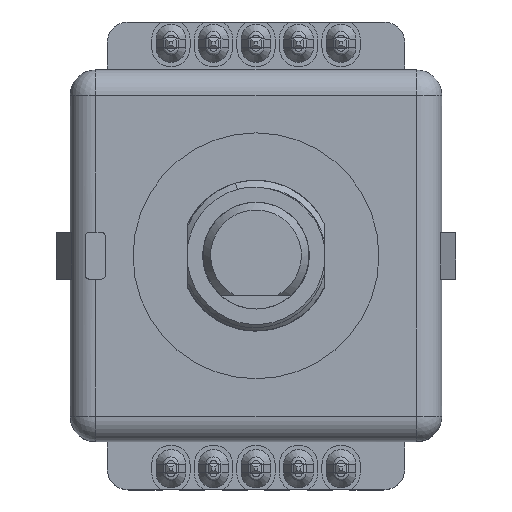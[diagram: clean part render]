
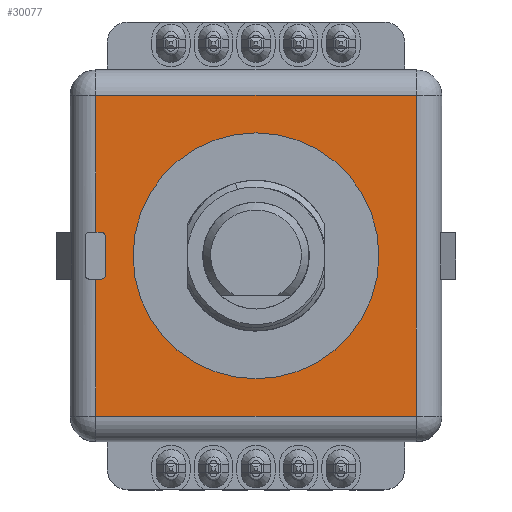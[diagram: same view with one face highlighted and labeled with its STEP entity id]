
A CAD part, top view. The second image highlights one B-rep face of the part: STEP entity #30077.
In plain terms, the highlighted planar face has unit normal (0, 0, 1).
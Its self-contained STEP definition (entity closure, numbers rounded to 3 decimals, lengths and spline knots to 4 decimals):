
#988=FACE_BOUND('',#4653,.T.);
#1461=PLANE('',#32450);
#2907=FACE_OUTER_BOUND('',#4652,.T.);
#4652=EDGE_LOOP('',(#24617,#24618,#24619,#24620,#24621,#24622,#24623,#24624,
#24625,#24626));
#4653=EDGE_LOOP('',(#24627));
#7436=LINE('',#48440,#10587);
#7437=LINE('',#48446,#10588);
#7442=LINE('',#48479,#10593);
#7449=LINE('',#48502,#10600);
#7452=LINE('',#48510,#10603);
#7454=LINE('',#48516,#10605);
#7455=LINE('',#48518,#10606);
#7456=LINE('',#48519,#10607);
#10587=VECTOR('',#38308,0.322);
#10588=VECTOR('',#38315,0.322);
#10593=VECTOR('',#38324,0.013);
#10600=VECTOR('',#38349,0.013);
#10603=VECTOR('',#38358,0.09);
#10605=VECTOR('',#38366,0.754);
#10606=VECTOR('',#38367,0.754);
#10607=VECTOR('',#38368,0.754);
#12523=CIRCLE('',#32446,0.01);
#12524=CIRCLE('',#32449,0.01);
#12525=CIRCLE('',#32451,0.289);
#14820=VERTEX_POINT('',#48436);
#14822=VERTEX_POINT('',#48439);
#14823=VERTEX_POINT('',#48443);
#14824=VERTEX_POINT('',#48445);
#14830=VERTEX_POINT('',#48477);
#14837=VERTEX_POINT('',#48501);
#14838=VERTEX_POINT('',#48505);
#14839=VERTEX_POINT('',#48509);
#14840=VERTEX_POINT('',#48515);
#14841=VERTEX_POINT('',#48517);
#14842=VERTEX_POINT('',#48520);
#18356=EDGE_CURVE('',#14822,#14820,#7436,.T.);
#18360=EDGE_CURVE('',#14824,#14823,#7437,.T.);
#18368=EDGE_CURVE('',#14820,#14830,#7442,.T.);
#18379=EDGE_CURVE('',#14824,#14837,#7449,.T.);
#18381=EDGE_CURVE('',#14838,#14837,#12523,.T.);
#18383=EDGE_CURVE('',#14838,#14839,#7452,.T.);
#18385=EDGE_CURVE('',#14830,#14839,#12524,.T.);
#18386=EDGE_CURVE('',#14823,#14840,#7454,.T.);
#18387=EDGE_CURVE('',#14840,#14841,#7455,.T.);
#18388=EDGE_CURVE('',#14841,#14822,#7456,.T.);
#18389=EDGE_CURVE('',#14842,#14842,#12525,.T.);
#24617=ORIENTED_EDGE('',*,*,#18383,.F.);
#24618=ORIENTED_EDGE('',*,*,#18381,.T.);
#24619=ORIENTED_EDGE('',*,*,#18379,.F.);
#24620=ORIENTED_EDGE('',*,*,#18360,.T.);
#24621=ORIENTED_EDGE('',*,*,#18386,.T.);
#24622=ORIENTED_EDGE('',*,*,#18387,.T.);
#24623=ORIENTED_EDGE('',*,*,#18388,.T.);
#24624=ORIENTED_EDGE('',*,*,#18356,.T.);
#24625=ORIENTED_EDGE('',*,*,#18368,.T.);
#24626=ORIENTED_EDGE('',*,*,#18385,.T.);
#24627=ORIENTED_EDGE('',*,*,#18389,.F.);
#30077=ADVANCED_FACE('',(#2907,#988),#1461,.T.);
#32446=AXIS2_PLACEMENT_3D('',#48506,#38353,#38354);
#32449=AXIS2_PLACEMENT_3D('',#48513,#38362,#38363);
#32450=AXIS2_PLACEMENT_3D('',#48514,#38364,#38365);
#32451=AXIS2_PLACEMENT_3D('',#48521,#38369,#38370);
#38308=DIRECTION('',(0.,-1.,0.));
#38315=DIRECTION('',(0.,-1.,0.));
#38324=DIRECTION('',(1.,0.,0.));
#38349=DIRECTION('',(1.,0.,0.));
#38353=DIRECTION('center_axis',(0.,0.,-1.));
#38354=DIRECTION('ref_axis',(1.,0.,0.));
#38358=DIRECTION('',(0.,1.,0.));
#38362=DIRECTION('center_axis',(0.,0.,-1.));
#38363=DIRECTION('ref_axis',(0.,1.,0.));
#38364=DIRECTION('center_axis',(0.,0.,1.));
#38365=DIRECTION('ref_axis',(1.,0.,0.));
#38366=DIRECTION('',(1.,0.,0.));
#38367=DIRECTION('',(0.,1.,0.));
#38368=DIRECTION('',(-1.,0.,0.));
#38369=DIRECTION('center_axis',(0.,0.,1.));
#38370=DIRECTION('ref_axis',(0.,-1.,0.));
#48436=CARTESIAN_POINT('',(-0.377,0.055,0.323));
#48439=CARTESIAN_POINT('',(-0.377,0.377,0.323));
#48440=CARTESIAN_POINT('',(-0.377,0.377,0.323));
#48443=CARTESIAN_POINT('',(-0.377,-0.377,0.323));
#48445=CARTESIAN_POINT('',(-0.377,-0.055,0.323));
#48446=CARTESIAN_POINT('',(-0.377,-0.055,0.323));
#48477=CARTESIAN_POINT('',(-0.364,0.055,0.323));
#48479=CARTESIAN_POINT('',(-0.377,0.055,0.323));
#48501=CARTESIAN_POINT('',(-0.364,-0.055,0.323));
#48502=CARTESIAN_POINT('',(-0.377,-0.055,0.323));
#48505=CARTESIAN_POINT('',(-0.354,-0.045,0.323));
#48506=CARTESIAN_POINT('Origin',(-0.364,-0.045,0.323));
#48509=CARTESIAN_POINT('',(-0.354,0.045,0.323));
#48510=CARTESIAN_POINT('',(-0.354,-0.045,0.323));
#48513=CARTESIAN_POINT('Origin',(-0.364,0.045,0.323));
#48514=CARTESIAN_POINT('Origin',(0.,0.,0.323));
#48515=CARTESIAN_POINT('',(0.377,-0.377,0.323));
#48516=CARTESIAN_POINT('',(-0.377,-0.377,0.323));
#48517=CARTESIAN_POINT('',(0.377,0.377,0.323));
#48518=CARTESIAN_POINT('',(0.377,-0.377,0.323));
#48519=CARTESIAN_POINT('',(0.377,0.377,0.323));
#48520=CARTESIAN_POINT('',(0.,-0.289,0.323));
#48521=CARTESIAN_POINT('Origin',(0.,0.,0.323));
